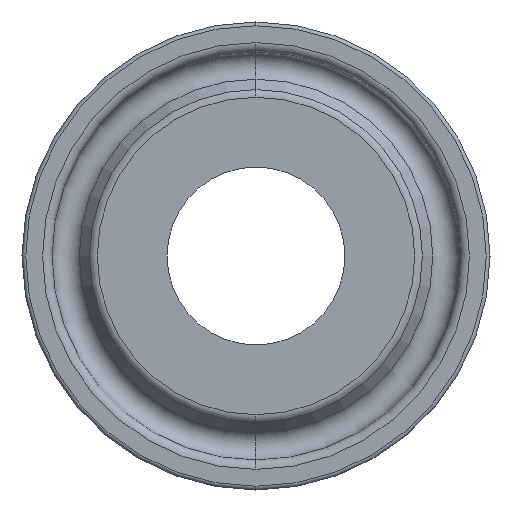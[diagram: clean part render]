
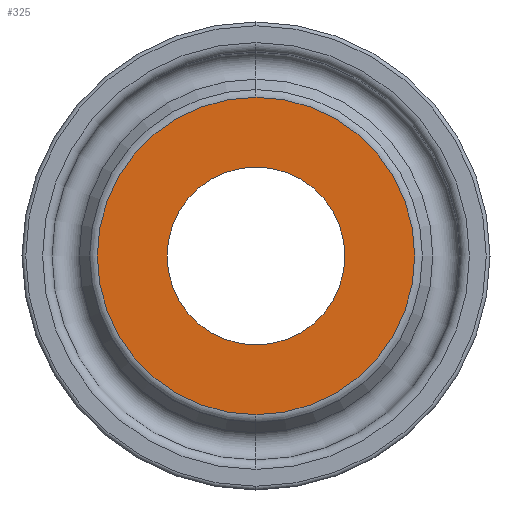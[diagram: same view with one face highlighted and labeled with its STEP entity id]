
A CAD part, left-side view. The second image highlights one B-rep face of the part: STEP entity #325.
In plain terms, the highlighted planar face has unit normal (-1, 0, 0).
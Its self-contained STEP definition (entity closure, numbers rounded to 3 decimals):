
#11 = DIRECTION ( 'NONE',  ( -1., 0., 0. ) ) ;
#58 = EDGE_CURVE ( 'NONE', #497, #1027, #539, .T. ) ;
#73 = EDGE_CURVE ( 'NONE', #746, #361, #301, .T. ) ;
#85 = EDGE_LOOP ( 'NONE', ( #890, #604 ) ) ;
#107 = DIRECTION ( 'NONE',  ( -1., 0., 0. ) ) ;
#121 = ORIENTED_EDGE ( 'NONE', *, *, #278, .F. ) ;
#125 = DIRECTION ( 'NONE',  ( 0., 0., 1. ) ) ;
#136 = CARTESIAN_POINT ( 'NONE',  ( 0.8, 0., 8.478 ) ) ;
#171 = FACE_OUTER_BOUND ( 'NONE', #85, .T. ) ;
#176 = DIRECTION ( 'NONE',  ( 0., 0., -1. ) ) ;
#182 = DIRECTION ( 'NONE',  ( 1., 0., 0. ) ) ;
#198 = AXIS2_PLACEMENT_3D ( 'NONE', #864, #793, #709 ) ;
#202 = CARTESIAN_POINT ( 'NONE',  ( 0.8, 0., 0. ) ) ;
#278 = EDGE_CURVE ( 'NONE', #1027, #497, #523, .T. ) ;
#301 = CIRCLE ( 'NONE', #450, 8.478 ) ;
#325 = ADVANCED_FACE ( 'NONE', ( #332, #171 ), #512, .F. ) ;
#332 = FACE_BOUND ( 'NONE', #844, .T. ) ;
#353 = DIRECTION ( 'NONE',  ( 0., 0., 1. ) ) ;
#361 = VERTEX_POINT ( 'NONE', #836 ) ;
#430 = CARTESIAN_POINT ( 'NONE',  ( 0.8, 0., 0. ) ) ;
#450 = AXIS2_PLACEMENT_3D ( 'NONE', #202, #107, #125 ) ;
#462 = AXIS2_PLACEMENT_3D ( 'NONE', #430, #11, #353 ) ;
#497 = VERTEX_POINT ( 'NONE', #559 ) ;
#512 = PLANE ( 'NONE',  #1084 ) ;
#523 = CIRCLE ( 'NONE', #822, 4.75 ) ;
#539 = CIRCLE ( 'NONE', #198, 4.75 ) ;
#559 = CARTESIAN_POINT ( 'NONE',  ( 0.8, 0., -4.75 ) ) ;
#595 = CARTESIAN_POINT ( 'NONE',  ( 0.8, 0., 0. ) ) ;
#597 = CARTESIAN_POINT ( 'NONE',  ( 0.8, 0., 4.75 ) ) ;
#604 = ORIENTED_EDGE ( 'NONE', *, *, #1052, .T. ) ;
#709 = DIRECTION ( 'NONE',  ( 0., 0., 1. ) ) ;
#746 = VERTEX_POINT ( 'NONE', #136 ) ;
#773 = CARTESIAN_POINT ( 'NONE',  ( 0.8, 4.75, 0. ) ) ;
#793 = DIRECTION ( 'NONE',  ( -1., 0., 0. ) ) ;
#822 = AXIS2_PLACEMENT_3D ( 'NONE', #595, #940, #1005 ) ;
#836 = CARTESIAN_POINT ( 'NONE',  ( 0.8, 0., -8.478 ) ) ;
#844 = EDGE_LOOP ( 'NONE', ( #121, #1077 ) ) ;
#864 = CARTESIAN_POINT ( 'NONE',  ( 0.8, 0., 0. ) ) ;
#890 = ORIENTED_EDGE ( 'NONE', *, *, #73, .T. ) ;
#935 = CIRCLE ( 'NONE', #462, 8.478 ) ;
#940 = DIRECTION ( 'NONE',  ( -1., 0., 0. ) ) ;
#1005 = DIRECTION ( 'NONE',  ( 0., 0., 1. ) ) ;
#1027 = VERTEX_POINT ( 'NONE', #597 ) ;
#1052 = EDGE_CURVE ( 'NONE', #361, #746, #935, .T. ) ;
#1077 = ORIENTED_EDGE ( 'NONE', *, *, #58, .F. ) ;
#1084 = AXIS2_PLACEMENT_3D ( 'NONE', #773, #182, #176 ) ;
